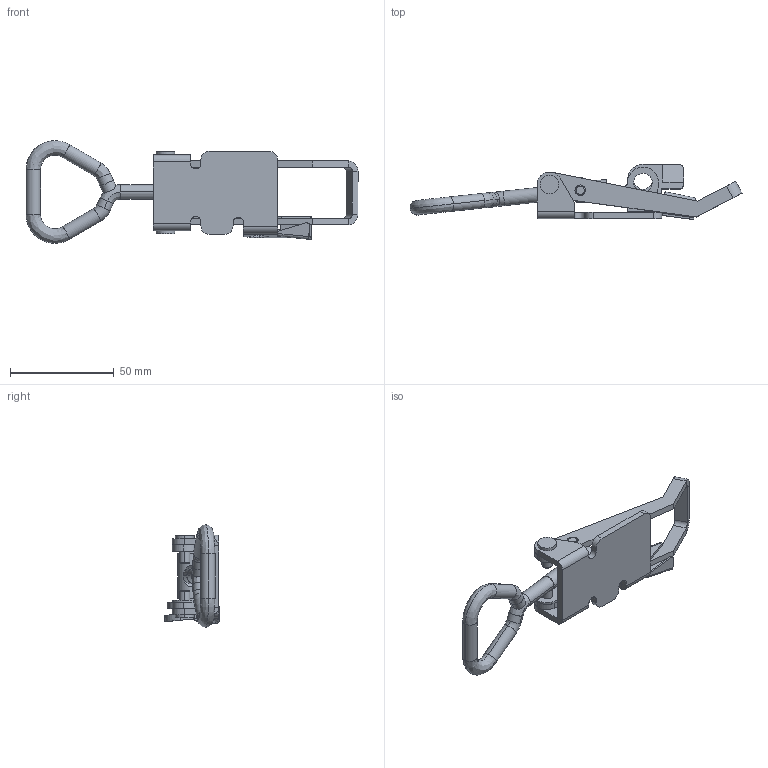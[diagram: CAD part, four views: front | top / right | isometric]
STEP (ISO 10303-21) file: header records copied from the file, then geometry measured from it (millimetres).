
FILE_DESCRIPTION (( 'STEP AP214' ), '1' );
FILE_NAME ('54241 - 704 LA Stainless.STEP', '2017-01-30T12:04:37', ( '' ), ( '' ), 'SwSTEP 2.0', 'SolidWorks 2015', '' );
FILE_SCHEMA (( 'AUTOMOTIVE_DESIGN' ));
Length unit declared in the file: millimetre
Products named in the file (7): 704 - Safety Catch; 703 - Skruvögla; 704 - Rivet Gradin; 74123 - Bygel 704 RF L廛鐷la; 74286 - Platta 704 LC RF Spärr; 54241 - 704 LA Stainless; 704 - Mid Cylinder
Assembly tree (7 placements, depth 2):
  54241 - 704 LA Stainless
    74286 - Platta 704 LC RF Spärr
    74123 - Bygel 704 RF L廛鐷la
    704 - Rivet Gradin  x2
    703 - Skruvögla
    704 - Safety Catch
    704 - Mid Cylinder
Bounding box: 159.9 x 26.63 x 49.37 mm (x, y, z)
Volume: 25946.8 mm3; surface area: 21288.9 mm2
Topology: 7 solids, 7 shells, 227 faces, 517 edges, 310 vertices
Faces by surface type: plane 106, cylinder 89, bspline 18, cone 12, torus 2
Entity records: 6848 total; most frequent: CARTESIAN_POINT 1631, DIRECTION 1081, ORIENTED_EDGE 990, EDGE_CURVE 495, AXIS2_PLACEMENT_3D 400, VERTEX_POINT 296, VECTOR 281, LINE 281
